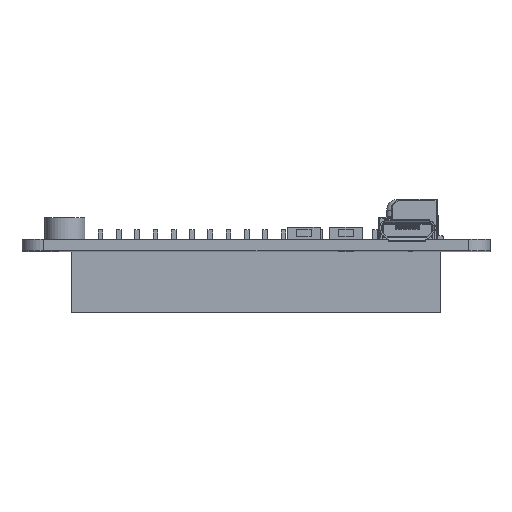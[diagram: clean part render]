
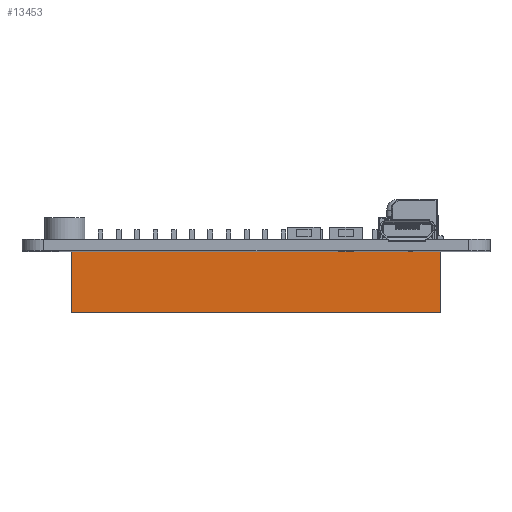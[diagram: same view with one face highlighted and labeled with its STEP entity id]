
A CAD part, top view. The second image highlights one B-rep face of the part: STEP entity #13453.
In plain terms, the highlighted face is planar.
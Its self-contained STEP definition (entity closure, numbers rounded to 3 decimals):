
#2570=DIRECTION('',(0.,-1.,0.));
#2571=VECTOR('',#2570,8.5);
#2572=CARTESIAN_POINT('',(-25.65,4.25,-2.5));
#2573=LINE('',#2572,#2571);
#2577=DIRECTION('',(1.,0.,0.));
#2578=VECTOR('',#2577,51.3);
#2579=CARTESIAN_POINT('',(-25.65,-4.25,-2.5));
#2580=LINE('',#2579,#2578);
#2584=DIRECTION('',(0.,1.,0.));
#2585=VECTOR('',#2584,8.5);
#2586=CARTESIAN_POINT('',(25.65,-4.25,-2.5));
#2587=LINE('',#2586,#2585);
#2591=DIRECTION('',(-1.,0.,0.));
#2592=VECTOR('',#2591,51.3);
#2593=CARTESIAN_POINT('',(25.65,4.25,-2.5));
#2594=LINE('',#2593,#2592);
#11790=CARTESIAN_POINT('',(-25.65,4.25,-2.5));
#11791=CARTESIAN_POINT('',(-25.65,-4.25,-2.5));
#11792=VERTEX_POINT('',#11790);
#11793=VERTEX_POINT('',#11791);
#11794=CARTESIAN_POINT('',(25.65,-4.25,-2.5));
#11795=VERTEX_POINT('',#11794);
#11796=CARTESIAN_POINT('',(25.65,4.25,-2.5));
#11797=VERTEX_POINT('',#11796);
#13438=CARTESIAN_POINT('',(0.,0.,-2.5));
#13439=DIRECTION('',(0.,0.,1.));
#13440=DIRECTION('',(1.,0.,0.));
#13441=AXIS2_PLACEMENT_3D('',#13438,#13439,#13440);
#13442=PLANE('',#13441);
#13444=ORIENTED_EDGE('',*,*,#13443,.T.);
#13446=ORIENTED_EDGE('',*,*,#13445,.T.);
#13448=ORIENTED_EDGE('',*,*,#13447,.T.);
#13450=ORIENTED_EDGE('',*,*,#13449,.T.);
#13451=EDGE_LOOP('',(#13444,#13446,#13448,#13450));
#13452=FACE_OUTER_BOUND('',#13451,.F.);
#13443=EDGE_CURVE('',#11792,#11793,#2573,.T.);
#13445=EDGE_CURVE('',#11793,#11795,#2580,.T.);
#13447=EDGE_CURVE('',#11795,#11797,#2587,.T.);
#13449=EDGE_CURVE('',#11797,#11792,#2594,.T.);
#13453=ADVANCED_FACE('',(#13452),#13442,.F.);
